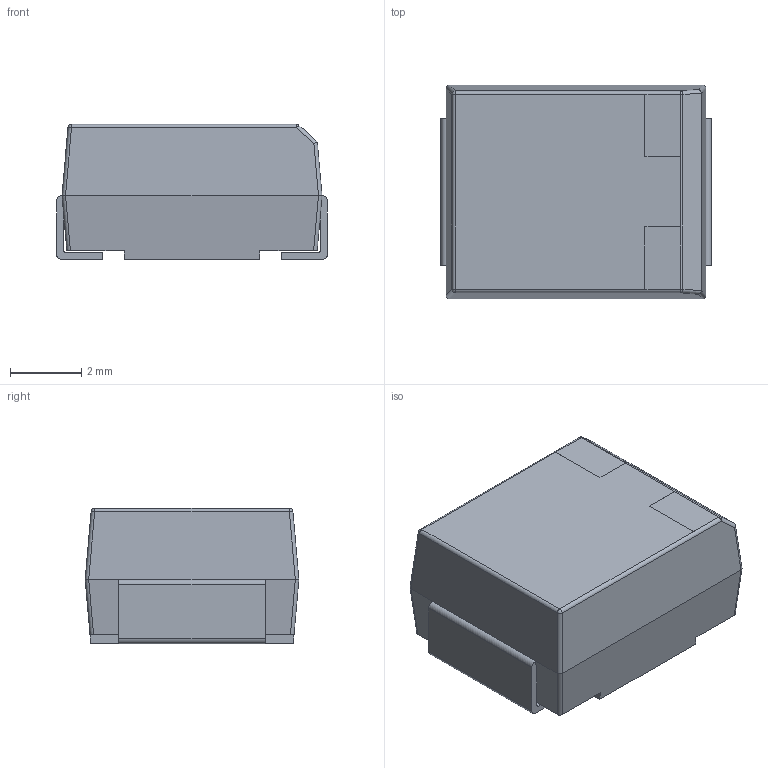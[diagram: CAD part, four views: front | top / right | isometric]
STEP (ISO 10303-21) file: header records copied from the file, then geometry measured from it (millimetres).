
FILE_DESCRIPTION(/* description */ (''),/* implementation_level */ '2;1');
FILE_NAME(/* name */ 'KEMET - T510 2924_7360 E.step',/* time_stamp */ '2024-08-30T21:16:03+01:00',/* author */ (''),/* organization */ (''),/* preprocessor_version */ 'ST-DEVELOPER v20',/* originating_system */ 'Autodesk Translation Framework v13.14.0.145',/* authorisation */ '');
FILE_SCHEMA (('AUTOMOTIVE_DESIGN { 1 0 10303 214 3 1 1 }'));
Length unit declared in the file: millimetre
Products named in the file (1): KEMET - T510 2924_7360 E
Bounding box: 7.6 x 6 x 3.8 mm (x, y, z)
Volume: 157.4 mm3; surface area: 215.7 mm2
Topology: 1 solids, 1 shells, 63 faces, 153 edges, 92 vertices
Faces by surface type: plane 39, cylinder 20, sphere 4
Entity records: 1879 total; most frequent: DIRECTION 317, CARTESIAN_POINT 309, ORIENTED_EDGE 306, EDGE_CURVE 153, LINE 117, VECTOR 117, AXIS2_PLACEMENT_3D 100, VERTEX_POINT 92
